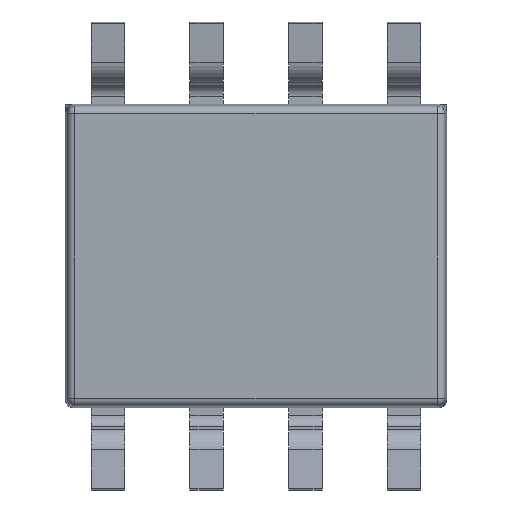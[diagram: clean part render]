
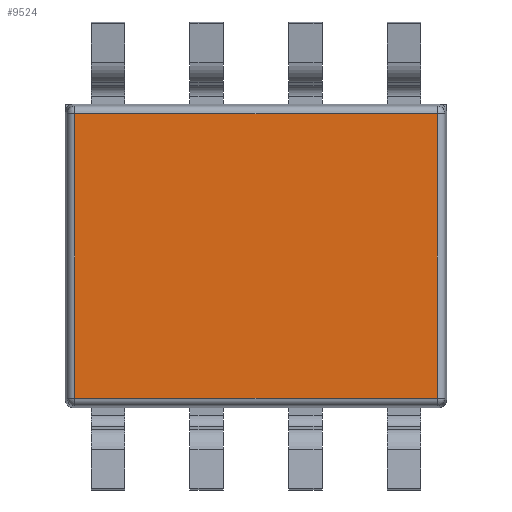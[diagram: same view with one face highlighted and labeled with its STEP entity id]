
A CAD part, front view. The second image highlights one B-rep face of the part: STEP entity #9524.
In plain terms, the highlighted planar face has unit normal (0, -1, 0).
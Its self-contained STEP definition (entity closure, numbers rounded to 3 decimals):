
#4 = CARTESIAN_POINT ( 'NONE',  ( 2.329, -0.34, -1.829 ) ) ;
#509 = LINE ( 'NONE', #13184, #11941 ) ;
#774 = EDGE_CURVE ( 'NONE', #8655, #12675, #509, .T. ) ;
#922 = CARTESIAN_POINT ( 'NONE',  ( -2.329, -0.34, -1.92 ) ) ;
#992 = EDGE_CURVE ( 'NONE', #12675, #12640, #7586, .T. ) ;
#1238 = VECTOR ( 'NONE', #3408, 1000. ) ;
#1315 = EDGE_CURVE ( 'NONE', #3427, #8655, #5318, .T. ) ;
#3408 = DIRECTION ( 'NONE',  ( -1., 0., 0. ) ) ;
#3427 = VERTEX_POINT ( 'NONE', #8469 ) ;
#4339 = CARTESIAN_POINT ( 'NONE',  ( 2.329, -0.34, 1.829 ) ) ;
#4548 = CARTESIAN_POINT ( 'NONE',  ( -2.329, -0.34, -1.829 ) ) ;
#4682 = DIRECTION ( 'NONE',  ( 0., -1., 0. ) ) ;
#4814 = ORIENTED_EDGE ( 'NONE', *, *, #13335, .T. ) ;
#4933 = VECTOR ( 'NONE', #9633, 1000. ) ;
#5318 = LINE ( 'NONE', #922, #4933 ) ;
#6568 = ORIENTED_EDGE ( 'NONE', *, *, #774, .T. ) ;
#7033 = ORIENTED_EDGE ( 'NONE', *, *, #1315, .T. ) ;
#7586 = LINE ( 'NONE', #9690, #11696 ) ;
#8047 = AXIS2_PLACEMENT_3D ( 'NONE', #10053, #4682, #13303 ) ;
#8469 = CARTESIAN_POINT ( 'NONE',  ( -2.329, -0.34, 1.829 ) ) ;
#8655 = VERTEX_POINT ( 'NONE', #4548 ) ;
#8882 = LINE ( 'NONE', #9868, #1238 ) ;
#9524 = ADVANCED_FACE ( 'NONE', ( #13951 ), #12879, .T. ) ;
#9633 = DIRECTION ( 'NONE',  ( 0., 0., -1. ) ) ;
#9690 = CARTESIAN_POINT ( 'NONE',  ( 2.329, -0.34, 1.92 ) ) ;
#9868 = CARTESIAN_POINT ( 'NONE',  ( -2.42, -0.34, 1.829 ) ) ;
#10053 = CARTESIAN_POINT ( 'NONE',  ( 0., -0.34, 0. ) ) ;
#11696 = VECTOR ( 'NONE', #13007, 1000. ) ;
#11941 = VECTOR ( 'NONE', #12144, 1000. ) ;
#12144 = DIRECTION ( 'NONE',  ( 1., 0., 0. ) ) ;
#12640 = VERTEX_POINT ( 'NONE', #4339 ) ;
#12675 = VERTEX_POINT ( 'NONE', #4 ) ;
#12768 = ORIENTED_EDGE ( 'NONE', *, *, #992, .T. ) ;
#12879 = PLANE ( 'NONE',  #8047 ) ;
#13007 = DIRECTION ( 'NONE',  ( 0., 0., 1. ) ) ;
#13184 = CARTESIAN_POINT ( 'NONE',  ( 2.42, -0.34, -1.829 ) ) ;
#13303 = DIRECTION ( 'NONE',  ( 0., 0., -1. ) ) ;
#13335 = EDGE_CURVE ( 'NONE', #12640, #3427, #8882, .T. ) ;
#13534 = EDGE_LOOP ( 'NONE', ( #7033, #6568, #12768, #4814 ) ) ;
#13951 = FACE_OUTER_BOUND ( 'NONE', #13534, .T. ) ;
